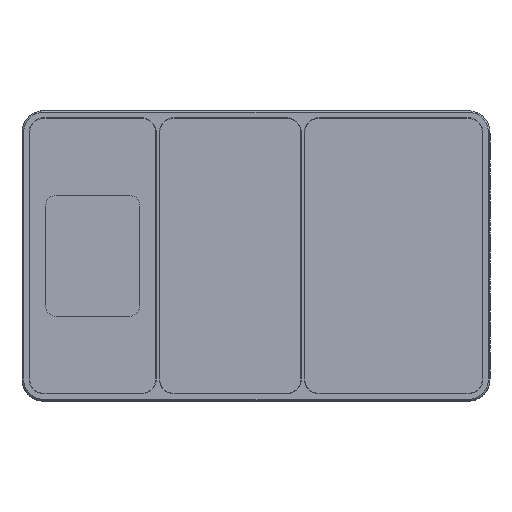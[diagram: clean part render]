
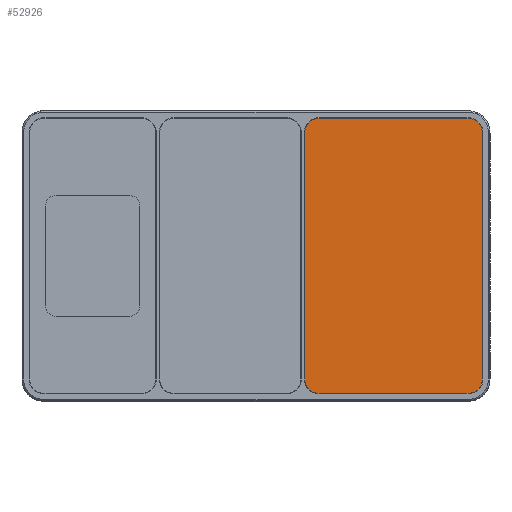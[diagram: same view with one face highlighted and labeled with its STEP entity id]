
A CAD part, top view. The second image highlights one B-rep face of the part: STEP entity #52926.
In plain terms, the highlighted planar face has unit normal (0, 0, 1).
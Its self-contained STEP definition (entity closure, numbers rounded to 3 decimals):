
#11670=CARTESIAN_POINT('',(45.3,26.3,40.));
#11671=DIRECTION('',(0.,0.,1.));
#11672=DIRECTION('',(1.,0.,0.));
#11673=AXIS2_PLACEMENT_3D('',#11670,#11671,#11672);
#11678=DIRECTION('',(0.,-1.,0.));
#11679=VECTOR('',#11678,52.6);
#11680=CARTESIAN_POINT('',(48.4,26.3,40.));
#11681=LINE('',#11680,#11679);
#11685=CARTESIAN_POINT('',(45.3,-26.3,40.));
#11686=DIRECTION('',(0.,0.,1.));
#11687=DIRECTION('',(0.,-1.,0.));
#11688=AXIS2_PLACEMENT_3D('',#11685,#11686,#11687);
#11693=DIRECTION('',(-1.,0.,0.));
#11694=VECTOR('',#11693,31.8);
#11695=CARTESIAN_POINT('',(45.3,-29.4,40.));
#11696=LINE('',#11695,#11694);
#11700=CARTESIAN_POINT('',(13.5,-26.3,40.));
#11701=DIRECTION('',(0.,0.,1.));
#11702=DIRECTION('',(-1.,0.,0.));
#11703=AXIS2_PLACEMENT_3D('',#11700,#11701,#11702);
#11708=DIRECTION('',(0.,1.,0.));
#11709=VECTOR('',#11708,52.6);
#11710=CARTESIAN_POINT('',(10.4,-26.3,40.));
#11711=LINE('',#11710,#11709);
#11715=CARTESIAN_POINT('',(13.5,26.3,40.));
#11716=DIRECTION('',(0.,0.,1.));
#11717=DIRECTION('',(0.,1.,0.));
#11718=AXIS2_PLACEMENT_3D('',#11715,#11716,#11717);
#11723=DIRECTION('',(1.,0.,0.));
#11724=VECTOR('',#11723,31.8);
#11725=CARTESIAN_POINT('',(13.5,29.4,40.));
#11726=LINE('',#11725,#11724);
#42014=CARTESIAN_POINT('',(48.4,26.3,40.));
#42015=CARTESIAN_POINT('',(45.3,29.4,40.));
#42016=VERTEX_POINT('',#42014);
#42017=VERTEX_POINT('',#42015);
#42018=CARTESIAN_POINT('',(45.3,-29.4,40.));
#42019=CARTESIAN_POINT('',(48.4,-26.3,40.));
#42020=VERTEX_POINT('',#42018);
#42021=VERTEX_POINT('',#42019);
#42022=CARTESIAN_POINT('',(10.4,-26.3,40.));
#42023=CARTESIAN_POINT('',(13.5,-29.4,40.));
#42024=VERTEX_POINT('',#42022);
#42025=VERTEX_POINT('',#42023);
#42026=CARTESIAN_POINT('',(13.5,29.4,40.));
#42027=CARTESIAN_POINT('',(10.4,26.3,40.));
#42028=VERTEX_POINT('',#42026);
#42029=VERTEX_POINT('',#42027);
#52911=CARTESIAN_POINT('',(29.4,0.,40.));
#52912=DIRECTION('',(0.,0.,-1.));
#52913=DIRECTION('',(-1.,0.,0.));
#52914=AXIS2_PLACEMENT_3D('',#52911,#52912,#52913);
#52915=PLANE('',#52914);
#52916=ORIENTED_EDGE('',*,*,#52842,.F.);
#52917=ORIENTED_EDGE('',*,*,#52868,.T.);
#52918=ORIENTED_EDGE('',*,*,#52893,.F.);
#52919=ORIENTED_EDGE('',*,*,#52711,.T.);
#52920=ORIENTED_EDGE('',*,*,#52738,.F.);
#52921=ORIENTED_EDGE('',*,*,#52764,.T.);
#52922=ORIENTED_EDGE('',*,*,#52790,.F.);
#52923=ORIENTED_EDGE('',*,*,#52816,.T.);
#52924=EDGE_LOOP('',(#52916,#52917,#52918,#52919,#52920,#52921,#52922,#52923));
#52925=FACE_OUTER_BOUND('',#52924,.F.);
#11674=CIRCLE('',#11673,3.1);
#11689=CIRCLE('',#11688,3.1);
#11704=CIRCLE('',#11703,3.1);
#11719=CIRCLE('',#11718,3.1);
#52711=EDGE_CURVE('',#42020,#42025,#11696,.T.);
#52738=EDGE_CURVE('',#42024,#42025,#11704,.T.);
#52764=EDGE_CURVE('',#42024,#42029,#11711,.T.);
#52790=EDGE_CURVE('',#42028,#42029,#11719,.T.);
#52816=EDGE_CURVE('',#42028,#42017,#11726,.T.);
#52842=EDGE_CURVE('',#42016,#42017,#11674,.T.);
#52868=EDGE_CURVE('',#42016,#42021,#11681,.T.);
#52893=EDGE_CURVE('',#42020,#42021,#11689,.T.);
#52926=ADVANCED_FACE('',(#52925),#52915,.F.);
